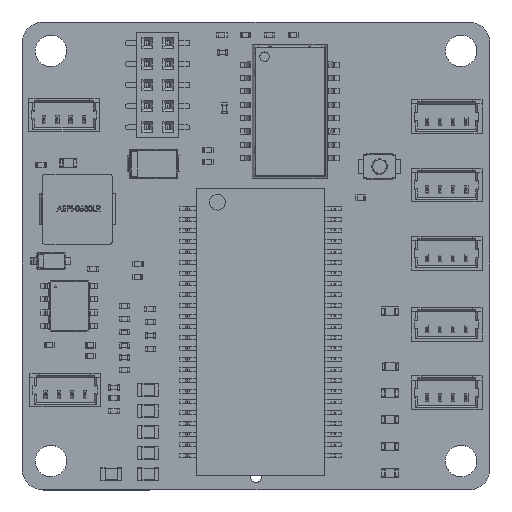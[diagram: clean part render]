
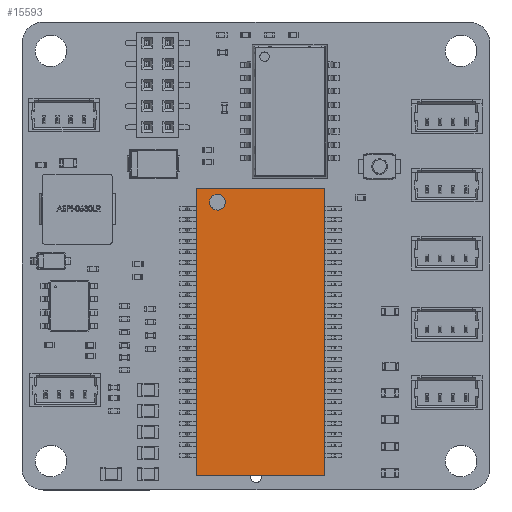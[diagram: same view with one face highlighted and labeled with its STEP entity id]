
A CAD part, top view. The second image highlights one B-rep face of the part: STEP entity #15593.
In plain terms, the highlighted free-form (B-spline) face has degree [1, 1] with [2, 2] control points.
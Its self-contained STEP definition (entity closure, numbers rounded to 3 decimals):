
#15593 = ADVANCED_FACE('',(#15594,#15624),#15638,.T.);
#15594 = FACE_BOUND('',#15595,.T.);
#15595 = EDGE_LOOP('',(#15596,#15605,#15612,#15619));
#15596 = ORIENTED_EDGE('',*,*,#15597,.F.);
#15597 = EDGE_CURVE('',#15598,#15600,#15602,.T.);
#15598 = VERTEX_POINT('',#15599);
#15599 = CARTESIAN_POINT('',(21.057,36.364,
    11.169));
#15600 = VERTEX_POINT('',#15601);
#15601 = CARTESIAN_POINT('',(36.541,36.364,
    11.169));
#15602 = B_SPLINE_CURVE_WITH_KNOTS('',1,(#15603,#15604),.UNSPECIFIED.,
  .F.,.F.,(2,2),(-9.15,3.05),.PIECEWISE_BEZIER_KNOTS.);
#15603 = CARTESIAN_POINT('',(21.057,36.364,
    11.169));
#15604 = CARTESIAN_POINT('',(36.541,36.364,
    11.169));
#15605 = ORIENTED_EDGE('',*,*,#15606,.T.);
#15606 = EDGE_CURVE('',#15598,#15607,#15609,.T.);
#15607 = VERTEX_POINT('',#15608);
#15608 = CARTESIAN_POINT('',(21.057,1.713,
    11.169));
#15609 = B_SPLINE_CURVE_WITH_KNOTS('',1,(#15610,#15611),.UNSPECIFIED.,
  .F.,.F.,(2,2),(2.,29.3),.PIECEWISE_BEZIER_KNOTS.);
#15610 = CARTESIAN_POINT('',(21.057,36.364,
    11.169));
#15611 = CARTESIAN_POINT('',(21.057,1.713,
    11.169));
#15612 = ORIENTED_EDGE('',*,*,#15613,.F.);
#15613 = EDGE_CURVE('',#15614,#15607,#15616,.T.);
#15614 = VERTEX_POINT('',#15615);
#15615 = CARTESIAN_POINT('',(36.541,1.713,
    11.169));
#15616 = B_SPLINE_CURVE_WITH_KNOTS('',1,(#15617,#15618),.UNSPECIFIED.,
  .F.,.F.,(2,2),(-9.15,3.05),.PIECEWISE_BEZIER_KNOTS.);
#15617 = CARTESIAN_POINT('',(36.541,1.713,
    11.169));
#15618 = CARTESIAN_POINT('',(21.057,1.713,
    11.169));
#15619 = ORIENTED_EDGE('',*,*,#15620,.T.);
#15620 = EDGE_CURVE('',#15614,#15600,#15621,.T.);
#15621 = B_SPLINE_CURVE_WITH_KNOTS('',1,(#15622,#15623),.UNSPECIFIED.,
  .F.,.F.,(2,2),(2.,29.3),.PIECEWISE_BEZIER_KNOTS.);
#15622 = CARTESIAN_POINT('',(36.541,1.713,
    11.169));
#15623 = CARTESIAN_POINT('',(36.541,36.364,
    11.169));
#15624 = FACE_BOUND('',#15625,.T.);
#15625 = EDGE_LOOP('',(#15626));
#15626 = ORIENTED_EDGE('',*,*,#15627,.F.);
#15627 = EDGE_CURVE('',#15628,#15628,#15630,.T.);
#15628 = VERTEX_POINT('',#15629);
#15629 = CARTESIAN_POINT('',(23.595,35.666,
    11.169));
#15630 = ( BOUNDED_CURVE() B_SPLINE_CURVE(2,(#15631,#15632,#15633,#15634
    ,#15635,#15636,#15637),.UNSPECIFIED.,.T.,.F.) 
B_SPLINE_CURVE_WITH_KNOTS((3,2,2,3),(3.142,5.236,
7.33,9.425),.PIECEWISE_BEZIER_KNOTS.) CURVE() 
GEOMETRIC_REPRESENTATION_ITEM() RATIONAL_B_SPLINE_CURVE((1.,0.5,1.,0.5,
1.,0.5,1.)) REPRESENTATION_ITEM('') );
#15631 = CARTESIAN_POINT('',(23.595,35.666,
    11.169));
#15632 = CARTESIAN_POINT('',(21.946,35.666,
    11.169));
#15633 = CARTESIAN_POINT('',(22.771,34.238,
    11.169));
#15634 = CARTESIAN_POINT('',(23.595,32.81,
    11.169));
#15635 = CARTESIAN_POINT('',(24.42,34.238,
    11.169));
#15636 = CARTESIAN_POINT('',(25.244,35.666,
    11.169));
#15637 = CARTESIAN_POINT('',(23.595,35.666,
    11.169));
#15638 = B_SPLINE_SURFACE_WITH_KNOTS('',1,1,(
    (#15639,#15640)
    ,(#15641,#15642
    )),.UNSPECIFIED.,.F.,.F.,.F.,(2,2),(2,2),(-13.65,13.65),(-6.1,6.1),
  .PIECEWISE_BEZIER_KNOTS.);
#15639 = CARTESIAN_POINT('',(21.057,36.364,
    11.169));
#15640 = CARTESIAN_POINT('',(36.541,36.364,
    11.169));
#15641 = CARTESIAN_POINT('',(21.057,1.713,
    11.169));
#15642 = CARTESIAN_POINT('',(36.541,1.713,
    11.169));
